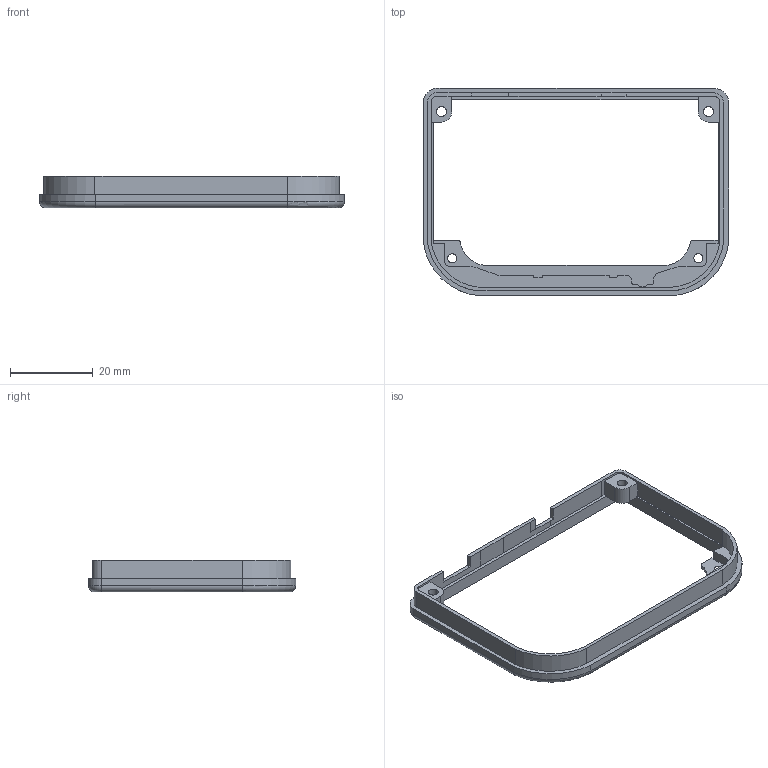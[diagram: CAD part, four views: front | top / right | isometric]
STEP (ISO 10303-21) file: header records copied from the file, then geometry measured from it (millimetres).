
FILE_DESCRIPTION (( 'STEP AP214' ), '1' );
FILE_NAME ('瑩攫裔6.STEP', '2025-08-22T11:37:43', ( '' ), ( '' ), 'SwSTEP 2.0', 'SolidWorks 2023', '' );
FILE_SCHEMA (( 'AUTOMOTIVE_DESIGN' ));
Length unit declared in the file: millimetre
Products named in the file (1): 键盘盖6
Bounding box: 73.74 x 50.13 x 7.7 mm (x, y, z)
Volume: 3493.6 mm3; surface area: 5234.5 mm2
Topology: 1 solids, 1 shells, 139 faces, 400 edges, 261 vertices
Faces by surface type: plane 82, cylinder 47, cone 4, torus 4, sphere 2
Entity records: 4617 total; most frequent: CARTESIAN_POINT 851, ORIENTED_EDGE 796, DIRECTION 776, EDGE_CURVE 398, LINE 292, VECTOR 292, VERTEX_POINT 261, AXIS2_PLACEMENT_3D 242
